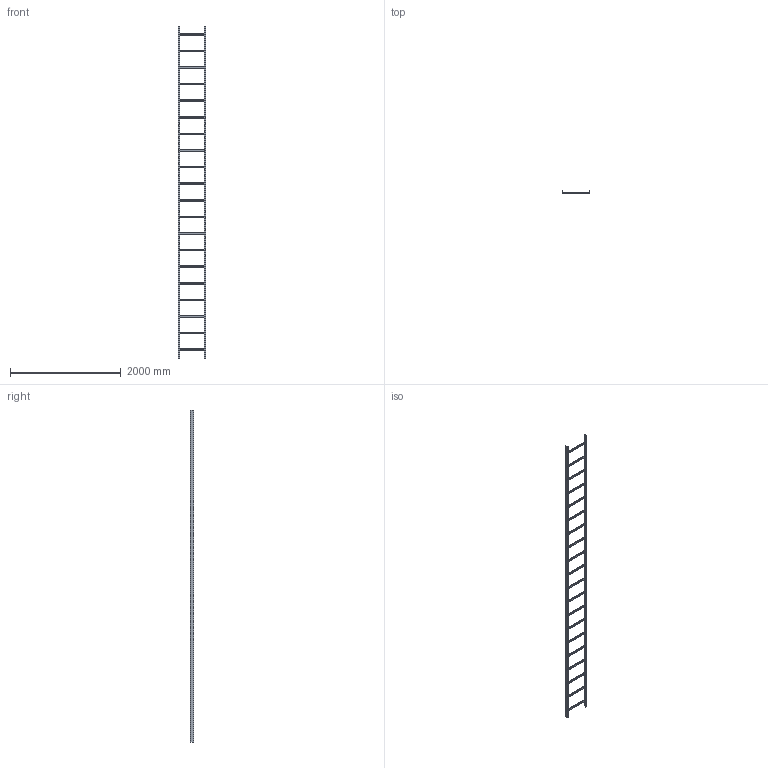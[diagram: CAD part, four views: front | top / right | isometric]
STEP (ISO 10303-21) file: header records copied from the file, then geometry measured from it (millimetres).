
FILE_DESCRIPTION (( 'STEP AP214' ), '1' );
FILE_NAME ('6207258.stp', '2016-09-19T09:41:12', ( '' ), ( '' ), 'SwSTEP 2.0', 'SolidWorks 2014', '' );
FILE_SCHEMA (( 'AUTOMOTIVE_DESIGN' ));
Length unit declared in the file: millimetre
Products named in the file (3): KTS 05.011-063_L=6000 mit D=9; 079986_L=0492; 6207258
Assembly tree (22 placements, depth 2):
  6207258
    079986_L=0492  x20
    KTS 05.011-063_L=6000 mit D=9  x2
Bounding box: 500 x 60 x 6000 mm (x, y, z)
Volume: 2700265.2 mm3; surface area: 3670251.2 mm2
Topology: 22 solids, 22 shells, 804 faces, 1608 edges, 848 vertices
Faces by surface type: plane 636, cylinder 168
Entity records: 1754 total; most frequent: DIRECTION 314, CARTESIAN_POINT 269, ORIENTED_EDGE 240, EDGE_CURVE 120, AXIS2_PLACEMENT_3D 109, LINE 96, VECTOR 96, VERTEX_POINT 64
